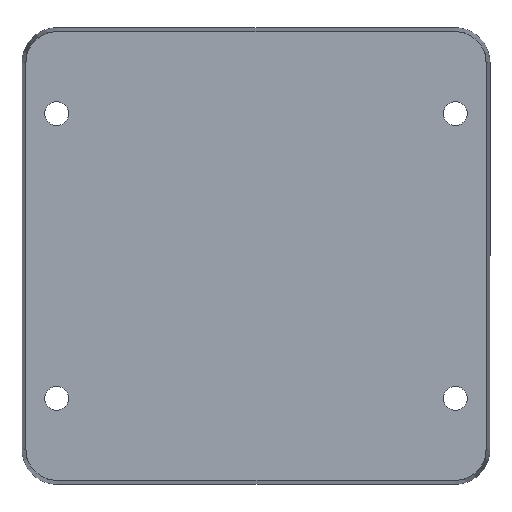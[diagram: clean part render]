
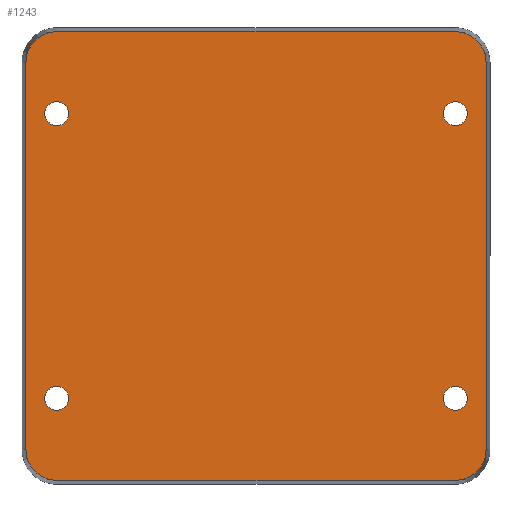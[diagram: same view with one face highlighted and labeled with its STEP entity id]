
A CAD part, front view. The second image highlights one B-rep face of the part: STEP entity #1243.
In plain terms, the highlighted planar face has unit normal (0, -1, 0).
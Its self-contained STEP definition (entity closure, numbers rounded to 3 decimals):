
#377 = EDGE_CURVE ( 'NONE', #378, #379, #2402, .T. ) ;
#378 = VERTEX_POINT ( 'NONE', #2283 ) ;
#379 = VERTEX_POINT ( 'NONE', #2282 ) ;
#391 = EDGE_CURVE ( 'NONE', #392, #393, #2427, .T. ) ;
#392 = VERTEX_POINT ( 'NONE', #2423 ) ;
#393 = VERTEX_POINT ( 'NONE', #2422 ) ;
#1241 = EDGE_CURVE ( 'NONE', #1314, #4620, #3766, .T. ) ;
#1243 = ADVANCED_FACE ( 'NONE', ( #3761, #3760, #3759, #3758, #3757 ), #3756, .F. ) ;
#1244 = ORIENTED_EDGE ( 'NONE', *, *, #1261, .T. ) ;
#1248 = EDGE_CURVE ( 'NONE', #379, #378, #3747, .T. ) ;
#1249 = ORIENTED_EDGE ( 'NONE', *, *, #377, .T. ) ;
#1250 = EDGE_LOOP ( 'NONE', ( #1283, #1369 ) ) ;
#1255 = ORIENTED_EDGE ( 'NONE', *, *, #4564, .T. ) ;
#1256 = EDGE_LOOP ( 'NONE', ( #1257, #1249 ) ) ;
#1257 = ORIENTED_EDGE ( 'NONE', *, *, #1248, .T. ) ;
#1261 = EDGE_CURVE ( 'NONE', #4558, #4637, #3781, .T. ) ;
#1262 = ORIENTED_EDGE ( 'NONE', *, *, #4636, .T. ) ;
#1263 = EDGE_LOOP ( 'NONE', ( #1264, #1255 ) ) ;
#1264 = ORIENTED_EDGE ( 'NONE', *, *, #1265, .T. ) ;
#1265 = EDGE_CURVE ( 'NONE', #4744, #4606, #3809, .T. ) ;
#1268 = EDGE_CURVE ( 'NONE', #1313, #1314, #3810, .T. ) ;
#1269 = EDGE_LOOP ( 'NONE', ( #1244, #1262 ) ) ;
#1274 = EDGE_CURVE ( 'NONE', #1298, #1305, #3914, .T. ) ;
#1278 = EDGE_CURVE ( 'NONE', #1320, #1298, #3892, .T. ) ;
#1283 = ORIENTED_EDGE ( 'NONE', *, *, #1396, .T. ) ;
#1284 = ORIENTED_EDGE ( 'NONE', *, *, #4523, .F. ) ;
#1298 = VERTEX_POINT ( 'NONE', #3879 ) ;
#1301 = EDGE_CURVE ( 'NONE', #4620, #4521, #3853, .T. ) ;
#1305 = VERTEX_POINT ( 'NONE', #3843 ) ;
#1307 = EDGE_CURVE ( 'NONE', #4524, #1320, #3842, .T. ) ;
#1313 = VERTEX_POINT ( 'NONE', #3795 ) ;
#1314 = VERTEX_POINT ( 'NONE', #3861 ) ;
#1318 = EDGE_CURVE ( 'NONE', #1305, #1313, #3920, .T. ) ;
#1320 = VERTEX_POINT ( 'NONE', #3915 ) ;
#1330 = ORIENTED_EDGE ( 'NONE', *, *, #1274, .F. ) ;
#1331 = ORIENTED_EDGE ( 'NONE', *, *, #1278, .F. ) ;
#1334 = EDGE_LOOP ( 'NONE', ( #1284, #1357, #1350, #1398, #1399, #1330, #1331, #1397 ) ) ;
#1350 = ORIENTED_EDGE ( 'NONE', *, *, #1241, .F. ) ;
#1357 = ORIENTED_EDGE ( 'NONE', *, *, #1301, .F. ) ;
#1369 = ORIENTED_EDGE ( 'NONE', *, *, #391, .T. ) ;
#1396 = EDGE_CURVE ( 'NONE', #393, #392, #3960, .T. ) ;
#1397 = ORIENTED_EDGE ( 'NONE', *, *, #1307, .F. ) ;
#1398 = ORIENTED_EDGE ( 'NONE', *, *, #1268, .F. ) ;
#1399 = ORIENTED_EDGE ( 'NONE', *, *, #1318, .F. ) ;
#2282 = CARTESIAN_POINT ( 'NONE',  ( 35., -40., 27.1 ) ) ;
#2283 = CARTESIAN_POINT ( 'NONE',  ( 35., -40., 22.9 ) ) ;
#2284 = DIRECTION ( 'NONE',  ( 0., 0., 1. ) ) ;
#2285 = DIRECTION ( 'NONE',  ( 0., 1., 0. ) ) ;
#2286 = AXIS2_PLACEMENT_3D ( 'NONE', #2406, #2285, #2284 ) ;
#2402 = CIRCLE ( 'NONE', #2286, 2.1 ) ;
#2406 = CARTESIAN_POINT ( 'NONE',  ( 35., -40., 25. ) ) ;
#2422 = CARTESIAN_POINT ( 'NONE',  ( -35., -40., -22.9 ) ) ;
#2423 = CARTESIAN_POINT ( 'NONE',  ( -35., -40., -27.1 ) ) ;
#2424 = DIRECTION ( 'NONE',  ( 0., 0., 1. ) ) ;
#2425 = DIRECTION ( 'NONE',  ( 0., 1., 0. ) ) ;
#2426 = AXIS2_PLACEMENT_3D ( 'NONE', #2433, #2425, #2424 ) ;
#2427 = CIRCLE ( 'NONE', #2426, 2.1 ) ;
#2433 = CARTESIAN_POINT ( 'NONE',  ( -35., -40., -25. ) ) ;
#3743 = DIRECTION ( 'NONE',  ( 0., 0., 1. ) ) ;
#3744 = DIRECTION ( 'NONE',  ( 0., 1., 0. ) ) ;
#3745 = CARTESIAN_POINT ( 'NONE',  ( 35., -40., 25. ) ) ;
#3746 = AXIS2_PLACEMENT_3D ( 'NONE', #3745, #3744, #3743 ) ;
#3747 = CIRCLE ( 'NONE', #3746, 2.1 ) ;
#3752 = DIRECTION ( 'NONE',  ( 0., 0., 1. ) ) ;
#3753 = DIRECTION ( 'NONE',  ( 0., 1., 0. ) ) ;
#3754 = CARTESIAN_POINT ( 'NONE',  ( 35., -40., -34. ) ) ;
#3755 = AXIS2_PLACEMENT_3D ( 'NONE', #3754, #3753, #3752 ) ;
#3756 = PLANE ( 'NONE',  #3755 ) ;
#3757 = FACE_OUTER_BOUND ( 'NONE', #1334, .T. ) ;
#3758 = FACE_BOUND ( 'NONE', #1250, .T. ) ;
#3759 = FACE_BOUND ( 'NONE', #1256, .T. ) ;
#3760 = FACE_BOUND ( 'NONE', #1263, .T. ) ;
#3761 = FACE_BOUND ( 'NONE', #1269, .T. ) ;
#3762 = DIRECTION ( 'NONE',  ( 0., 0., 1. ) ) ;
#3763 = DIRECTION ( 'NONE',  ( 0., 1., 0. ) ) ;
#3764 = CARTESIAN_POINT ( 'NONE',  ( 35., -40., 34. ) ) ;
#3765 = AXIS2_PLACEMENT_3D ( 'NONE', #3764, #3763, #3762 ) ;
#3766 = CIRCLE ( 'NONE', #3765, 5.402 ) ;
#3779 = CARTESIAN_POINT ( 'NONE',  ( -35., -40., 25. ) ) ;
#3780 = AXIS2_PLACEMENT_3D ( 'NONE', #3779, #3863, #3862 ) ;
#3781 = CIRCLE ( 'NONE', #3780, 2.1 ) ;
#3783 = DIRECTION ( 'NONE',  ( 0., 0., 1. ) ) ;
#3792 = CARTESIAN_POINT ( 'NONE',  ( 35., -40., -25. ) ) ;
#3793 = DIRECTION ( 'NONE',  ( 0., 0., 1. ) ) ;
#3794 = DIRECTION ( 'NONE',  ( 0., 1., 0. ) ) ;
#3795 = CARTESIAN_POINT ( 'NONE',  ( -35., -40., 39.402 ) ) ;
#3801 = DIRECTION ( 'NONE',  ( -1., 0., 0. ) ) ;
#3807 = CARTESIAN_POINT ( 'NONE',  ( 35., -40., 39.402 ) ) ;
#3809 = CIRCLE ( 'NONE', #3811, 2.1 ) ;
#3810 = LINE ( 'NONE', #3807, #3817 ) ;
#3811 = AXIS2_PLACEMENT_3D ( 'NONE', #3792, #3794, #3793 ) ;
#3816 = DIRECTION ( 'NONE',  ( 1., 0., 0. ) ) ;
#3817 = VECTOR ( 'NONE', #3816, 1000. ) ;
#3830 = DIRECTION ( 'NONE',  ( 0., 1., 0. ) ) ;
#3831 = CARTESIAN_POINT ( 'NONE',  ( -35., -40., -34. ) ) ;
#3832 = AXIS2_PLACEMENT_3D ( 'NONE', #3831, #3830, #3783 ) ;
#3840 = VECTOR ( 'NONE', #3801, 1000. ) ;
#3841 = CARTESIAN_POINT ( 'NONE',  ( 35., -40., -39.402 ) ) ;
#3842 = LINE ( 'NONE', #3841, #3840 ) ;
#3843 = CARTESIAN_POINT ( 'NONE',  ( -40.402, -40., 34. ) ) ;
#3850 = DIRECTION ( 'NONE',  ( 0., 0., -1. ) ) ;
#3851 = VECTOR ( 'NONE', #3850, 1000. ) ;
#3852 = CARTESIAN_POINT ( 'NONE',  ( 40.402, -40., -34. ) ) ;
#3853 = LINE ( 'NONE', #3852, #3851 ) ;
#3861 = CARTESIAN_POINT ( 'NONE',  ( 35., -40., 39.402 ) ) ;
#3862 = DIRECTION ( 'NONE',  ( 0., 0., 1. ) ) ;
#3863 = DIRECTION ( 'NONE',  ( 0., 1., 0. ) ) ;
#3879 = CARTESIAN_POINT ( 'NONE',  ( -40.402, -40., -34. ) ) ;
#3892 = CIRCLE ( 'NONE', #3832, 5.402 ) ;
#3893 = DIRECTION ( 'NONE',  ( 0., 0., 1. ) ) ;
#3912 = VECTOR ( 'NONE', #3893, 1000. ) ;
#3913 = CARTESIAN_POINT ( 'NONE',  ( -40.402, -40., -34. ) ) ;
#3914 = LINE ( 'NONE', #3913, #3912 ) ;
#3915 = CARTESIAN_POINT ( 'NONE',  ( -35., -40., -39.402 ) ) ;
#3916 = DIRECTION ( 'NONE',  ( 0., 0., 1. ) ) ;
#3917 = DIRECTION ( 'NONE',  ( 0., 1., 0. ) ) ;
#3918 = CARTESIAN_POINT ( 'NONE',  ( -35., -40., 34. ) ) ;
#3919 = AXIS2_PLACEMENT_3D ( 'NONE', #3918, #3917, #3916 ) ;
#3920 = CIRCLE ( 'NONE', #3919, 5.402 ) ;
#3956 = DIRECTION ( 'NONE',  ( 0., 0., 1. ) ) ;
#3957 = DIRECTION ( 'NONE',  ( 0., 1., 0. ) ) ;
#3958 = CARTESIAN_POINT ( 'NONE',  ( -35., -40., -25. ) ) ;
#3959 = AXIS2_PLACEMENT_3D ( 'NONE', #3958, #3957, #3956 ) ;
#3960 = CIRCLE ( 'NONE', #3959, 2.1 ) ;
#4431 = CARTESIAN_POINT ( 'NONE',  ( 35., -40., -39.402 ) ) ;
#4432 = DIRECTION ( 'NONE',  ( 0., 0., 1. ) ) ;
#4433 = DIRECTION ( 'NONE',  ( 0., 1., 0. ) ) ;
#4434 = CARTESIAN_POINT ( 'NONE',  ( 35., -40., -34. ) ) ;
#4435 = AXIS2_PLACEMENT_3D ( 'NONE', #4434, #4433, #4432 ) ;
#4436 = CIRCLE ( 'NONE', #4435, 5.402 ) ;
#4437 = CARTESIAN_POINT ( 'NONE',  ( 40.402, -40., -34. ) ) ;
#4521 = VERTEX_POINT ( 'NONE', #4437 ) ;
#4523 = EDGE_CURVE ( 'NONE', #4521, #4524, #4436, .T. ) ;
#4524 = VERTEX_POINT ( 'NONE', #4431 ) ;
#4558 = VERTEX_POINT ( 'NONE', #4909 ) ;
#4564 = EDGE_CURVE ( 'NONE', #4606, #4744, #4905, .T. ) ;
#4606 = VERTEX_POINT ( 'NONE', #4829 ) ;
#4620 = VERTEX_POINT ( 'NONE', #4945 ) ;
#4636 = EDGE_CURVE ( 'NONE', #4637, #4558, #4930, .T. ) ;
#4637 = VERTEX_POINT ( 'NONE', #4926 ) ;
#4744 = VERTEX_POINT ( 'NONE', #5040 ) ;
#4829 = CARTESIAN_POINT ( 'NONE',  ( 35., -40., -27.1 ) ) ;
#4874 = CARTESIAN_POINT ( 'NONE',  ( -35., -40., 25. ) ) ;
#4902 = DIRECTION ( 'NONE',  ( 0., 1., 0. ) ) ;
#4903 = CARTESIAN_POINT ( 'NONE',  ( 35., -40., -25. ) ) ;
#4904 = AXIS2_PLACEMENT_3D ( 'NONE', #4903, #4902, #4936 ) ;
#4905 = CIRCLE ( 'NONE', #4904, 2.1 ) ;
#4909 = CARTESIAN_POINT ( 'NONE',  ( -35., -40., 27.1 ) ) ;
#4926 = CARTESIAN_POINT ( 'NONE',  ( -35., -40., 22.9 ) ) ;
#4927 = DIRECTION ( 'NONE',  ( 0., 0., 1. ) ) ;
#4928 = DIRECTION ( 'NONE',  ( 0., 1., 0. ) ) ;
#4929 = AXIS2_PLACEMENT_3D ( 'NONE', #4874, #4928, #4927 ) ;
#4930 = CIRCLE ( 'NONE', #4929, 2.1 ) ;
#4936 = DIRECTION ( 'NONE',  ( 0., 0., 1. ) ) ;
#4945 = CARTESIAN_POINT ( 'NONE',  ( 40.402, -40., 34. ) ) ;
#5040 = CARTESIAN_POINT ( 'NONE',  ( 35., -40., -22.9 ) ) ;
